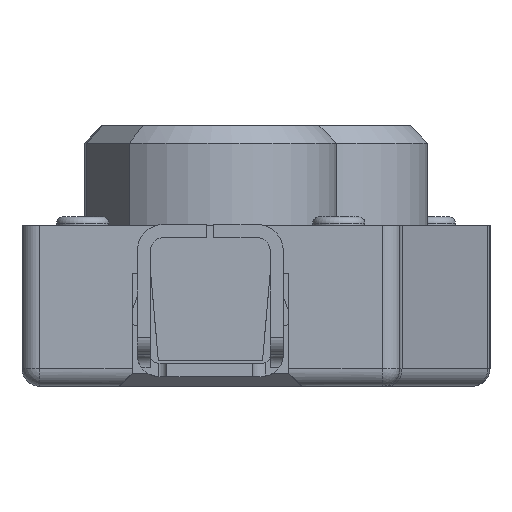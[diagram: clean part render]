
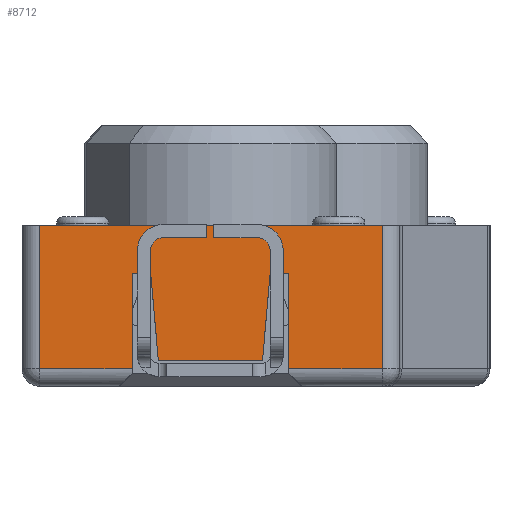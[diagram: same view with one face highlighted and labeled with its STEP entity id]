
A CAD part, left-side view. The second image highlights one B-rep face of the part: STEP entity #8712.
In plain terms, the highlighted planar face has unit normal (-1, 0, 0).
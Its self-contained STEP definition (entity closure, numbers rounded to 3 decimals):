
#553=PLANE('',#9232);
#741=LINE('',#11850,#1639);
#1115=LINE('',#14548,#2013);
#1134=LINE('',#14615,#2032);
#1140=LINE('',#14628,#2038);
#1147=LINE('',#14644,#2045);
#1148=LINE('',#14646,#2046);
#1149=LINE('',#14648,#2047);
#1150=LINE('',#14650,#2048);
#1151=LINE('',#14652,#2049);
#1152=LINE('',#14654,#2050);
#1153=LINE('',#14656,#2051);
#1154=LINE('',#14657,#2052);
#1639=VECTOR('',#9712,10.);
#2013=VECTOR('',#10410,10.);
#2032=VECTOR('',#10503,10.);
#2038=VECTOR('',#10519,10.);
#2045=VECTOR('',#10530,10.);
#2046=VECTOR('',#10531,10.);
#2047=VECTOR('',#10532,10.);
#2048=VECTOR('',#10533,10.);
#2049=VECTOR('',#10534,10.);
#2050=VECTOR('',#10535,10.);
#2051=VECTOR('',#10536,10.);
#2052=VECTOR('',#10537,10.);
#2855=FACE_OUTER_BOUND('',#3363,.T.);
#3363=EDGE_LOOP('',(#7151,#7152,#7153,#7154,#7155,#7156,#7157,#7158,#7159,
#7160,#7161,#7162));
#3860=VERTEX_POINT('',#11847);
#3861=VERTEX_POINT('',#11849);
#4230=VERTEX_POINT('',#14539);
#4233=VERTEX_POINT('',#14547);
#4246=VERTEX_POINT('',#14627);
#4253=VERTEX_POINT('',#14643);
#4254=VERTEX_POINT('',#14645);
#4255=VERTEX_POINT('',#14647);
#4256=VERTEX_POINT('',#14649);
#4257=VERTEX_POINT('',#14651);
#4258=VERTEX_POINT('',#14653);
#4259=VERTEX_POINT('',#14655);
#4671=EDGE_CURVE('',#3860,#3861,#741,.T.);
#5222=EDGE_CURVE('',#4230,#4233,#1115,.T.);
#5259=EDGE_CURVE('',#3861,#4230,#1134,.T.);
#5265=EDGE_CURVE('',#4246,#4233,#1140,.T.);
#5273=EDGE_CURVE('',#4253,#3860,#1147,.T.);
#5274=EDGE_CURVE('',#4254,#4253,#1148,.T.);
#5275=EDGE_CURVE('',#4254,#4255,#1149,.T.);
#5276=EDGE_CURVE('',#4255,#4256,#1150,.T.);
#5277=EDGE_CURVE('',#4256,#4257,#1151,.F.);
#5278=EDGE_CURVE('',#4258,#4257,#1152,.T.);
#5279=EDGE_CURVE('',#4259,#4258,#1153,.T.);
#5280=EDGE_CURVE('',#4259,#4246,#1154,.T.);
#7151=ORIENTED_EDGE('',*,*,#5222,.F.);
#7152=ORIENTED_EDGE('',*,*,#5259,.F.);
#7153=ORIENTED_EDGE('',*,*,#4671,.F.);
#7154=ORIENTED_EDGE('',*,*,#5273,.F.);
#7155=ORIENTED_EDGE('',*,*,#5274,.F.);
#7156=ORIENTED_EDGE('',*,*,#5275,.T.);
#7157=ORIENTED_EDGE('',*,*,#5276,.T.);
#7158=ORIENTED_EDGE('',*,*,#5277,.T.);
#7159=ORIENTED_EDGE('',*,*,#5278,.F.);
#7160=ORIENTED_EDGE('',*,*,#5279,.F.);
#7161=ORIENTED_EDGE('',*,*,#5280,.T.);
#7162=ORIENTED_EDGE('',*,*,#5265,.T.);
#8712=ADVANCED_FACE('',(#2855),#553,.T.);
#9232=AXIS2_PLACEMENT_3D('',#14642,#10528,#10529);
#9712=DIRECTION('',(0.,-1.,0.));
#10410=DIRECTION('',(0.,1.,0.));
#10503=DIRECTION('',(0.,0.,-1.));
#10519=DIRECTION('',(0.,0.,-1.));
#10528=DIRECTION('center_axis',(-1.,0.,0.));
#10529=DIRECTION('ref_axis',(0.,-1.,0.));
#10530=DIRECTION('',(0.,0.,1.));
#10531=DIRECTION('',(0.,1.,0.));
#10532=DIRECTION('',(0.,0.,1.));
#10533=DIRECTION('',(0.,-1.,0.));
#10534=DIRECTION('',(0.,0.087,0.996));
#10535=DIRECTION('',(0.,1.,0.));
#10536=DIRECTION('',(0.,0.087,-0.996));
#10537=DIRECTION('',(0.,-1.,0.));
#11847=CARTESIAN_POINT('',(0.,1.97,1.85));
#11849=CARTESIAN_POINT('',(0.,-1.98,1.85));
#11850=CARTESIAN_POINT('',(0.,0.,1.85));
#14539=CARTESIAN_POINT('',(0.,-1.98,0.2));
#14547=CARTESIAN_POINT('',(0.,-0.9,0.2));
#14548=CARTESIAN_POINT('',(0.,0.823,0.2));
#14615=CARTESIAN_POINT('',(0.,-1.98,0.));
#14627=CARTESIAN_POINT('',(0.,-0.9,1.3));
#14628=CARTESIAN_POINT('',(0.,-0.9,0.));
#14642=CARTESIAN_POINT('Origin',(0.,2.17,0.));
#14643=CARTESIAN_POINT('',(0.,1.97,0.2));
#14644=CARTESIAN_POINT('',(0.,1.97,0.));
#14645=CARTESIAN_POINT('',(0.,0.9,0.2));
#14646=CARTESIAN_POINT('',(0.,0.823,0.2));
#14647=CARTESIAN_POINT('',(0.,0.9,1.3));
#14648=CARTESIAN_POINT('',(0.,0.9,0.));
#14649=CARTESIAN_POINT('',(0.,0.687,1.3));
#14650=CARTESIAN_POINT('',(0.,1.085,1.3));
#14651=CARTESIAN_POINT('',(0.,0.6,0.3));
#14652=CARTESIAN_POINT('',(0.,0.637,0.717));
#14653=CARTESIAN_POINT('',(0.,-0.6,0.3));
#14654=CARTESIAN_POINT('',(0.,0.6,0.3));
#14655=CARTESIAN_POINT('',(0.,-0.687,1.3));
#14656=CARTESIAN_POINT('',(0.,-0.62,0.529));
#14657=CARTESIAN_POINT('',(0.,1.085,1.3));
